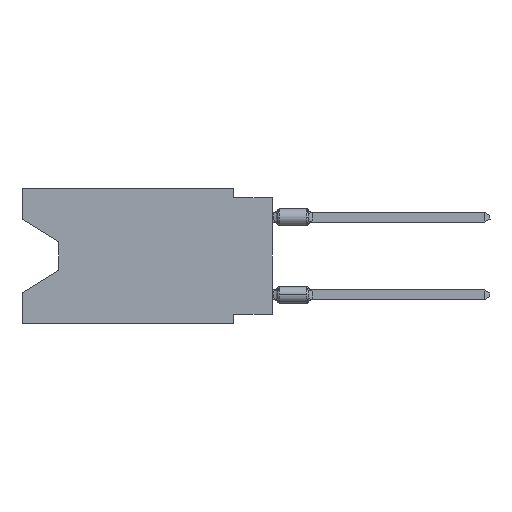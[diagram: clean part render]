
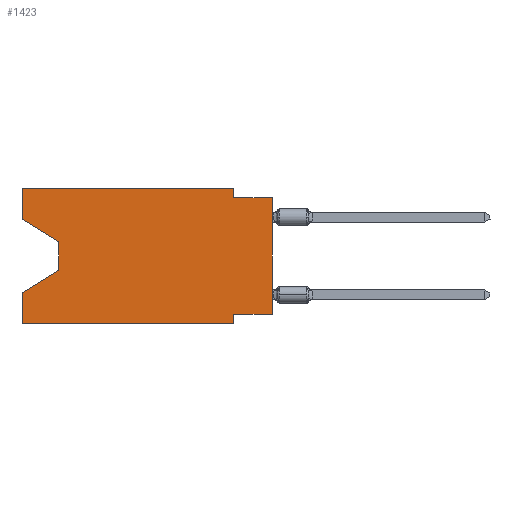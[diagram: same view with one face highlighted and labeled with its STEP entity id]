
A CAD part, left-side view. The second image highlights one B-rep face of the part: STEP entity #1423.
In plain terms, the highlighted planar face has unit normal (-1, 0, 0).
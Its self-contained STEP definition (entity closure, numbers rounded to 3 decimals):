
#274 = DIRECTION ( 'NONE',  ( 0., -1., 0. ) ) ;
#697 = LINE ( 'NONE', #17150, #34559 ) ;
#871 = VERTEX_POINT ( 'NONE', #19902 ) ;
#1423 = ADVANCED_FACE ( 'NONE', ( #30852 ), #7263, .F. ) ;
#1694 = CARTESIAN_POINT ( 'NONE',  ( 0., 2.54, -8.255 ) ) ;
#1846 = LINE ( 'NONE', #34348, #14167 ) ;
#2046 = VECTOR ( 'NONE', #17833, 1000. ) ;
#2146 = DIRECTION ( 'NONE',  ( 0., 0., -1. ) ) ;
#3360 = ORIENTED_EDGE ( 'NONE', *, *, #30512, .T. ) ;
#3427 = VECTOR ( 'NONE', #2146, 1000. ) ;
#4321 = VERTEX_POINT ( 'NONE', #9968 ) ;
#4581 = EDGE_CURVE ( 'NONE', #32490, #17086, #10074, .T. ) ;
#4947 = VECTOR ( 'NONE', #19431, 1000. ) ;
#5058 = DIRECTION ( 'NONE',  ( 0., -0.855, -0.519 ) ) ;
#5485 = CARTESIAN_POINT ( 'NONE',  ( 0., 2.54, 0. ) ) ;
#6172 = CARTESIAN_POINT ( 'NONE',  ( 0., 0., -8.255 ) ) ;
#6501 = EDGE_CURVE ( 'NONE', #12586, #15872, #14336, .T. ) ;
#6995 = ORIENTED_EDGE ( 'NONE', *, *, #19464, .T. ) ;
#7263 = PLANE ( 'NONE',  #30018 ) ;
#7916 = DIRECTION ( 'NONE',  ( 0., 0., 1. ) ) ;
#8982 = DIRECTION ( 'NONE',  ( 0., 1., 0. ) ) ;
#9518 = VERTEX_POINT ( 'NONE', #10908 ) ;
#9968 = CARTESIAN_POINT ( 'NONE',  ( 0., 16.383, -8.89 ) ) ;
#10074 = LINE ( 'NONE', #29382, #4947 ) ;
#10908 = CARTESIAN_POINT ( 'NONE',  ( 0., 2.54, -8.89 ) ) ;
#11087 = DIRECTION ( 'NONE',  ( 0., 0., 1. ) ) ;
#12586 = VERTEX_POINT ( 'NONE', #35105 ) ;
#14167 = VECTOR ( 'NONE', #7916, 1000. ) ;
#14336 = LINE ( 'NONE', #17404, #29534 ) ;
#14517 = VECTOR ( 'NONE', #274, 1000. ) ;
#14749 = VERTEX_POINT ( 'NONE', #39968 ) ;
#14790 = EDGE_LOOP ( 'NONE', ( #27229, #6995, #3360, #35686, #31746, #25982, #29333, #42432, #20103, #24827, #32516, #40234 ) ) ;
#14801 = LINE ( 'NONE', #40855, #34777 ) ;
#15657 = EDGE_CURVE ( 'NONE', #12586, #35014, #22652, .T. ) ;
#15872 = VERTEX_POINT ( 'NONE', #36740 ) ;
#16089 = CARTESIAN_POINT ( 'NONE',  ( 0., 16.383, -8.89 ) ) ;
#16175 = CARTESIAN_POINT ( 'NONE',  ( 0., 13.97, -5.385 ) ) ;
#16845 = EDGE_CURVE ( 'NONE', #4321, #40680, #1846, .T. ) ;
#17086 = VERTEX_POINT ( 'NONE', #30014 ) ;
#17150 = CARTESIAN_POINT ( 'NONE',  ( 0., 16.383, 0. ) ) ;
#17234 = DIRECTION ( 'NONE',  ( 1., 0., 0. ) ) ;
#17404 = CARTESIAN_POINT ( 'NONE',  ( 0., 0., 0. ) ) ;
#17439 = LINE ( 'NONE', #37387, #39356 ) ;
#17833 = DIRECTION ( 'NONE',  ( 0., 0., -1. ) ) ;
#18441 = EDGE_CURVE ( 'NONE', #27629, #871, #17439, .T. ) ;
#18603 = CARTESIAN_POINT ( 'NONE',  ( 0., 13.97, -3.505 ) ) ;
#18947 = EDGE_CURVE ( 'NONE', #35014, #9518, #22360, .T. ) ;
#19431 = DIRECTION ( 'NONE',  ( 0., -1., 0. ) ) ;
#19464 = EDGE_CURVE ( 'NONE', #871, #14749, #35059, .T. ) ;
#19902 = CARTESIAN_POINT ( 'NONE',  ( 0., 13.97, -3.505 ) ) ;
#20103 = ORIENTED_EDGE ( 'NONE', *, *, #42129, .F. ) ;
#20198 = EDGE_CURVE ( 'NONE', #4321, #9518, #29520, .T. ) ;
#21613 = EDGE_CURVE ( 'NONE', #17086, #40001, #28233, .T. ) ;
#22360 = LINE ( 'NONE', #35554, #24151 ) ;
#22652 = LINE ( 'NONE', #6172, #28686 ) ;
#22740 = VECTOR ( 'NONE', #30042, 1000. ) ;
#23452 = CARTESIAN_POINT ( 'NONE',  ( 0., 16.383, -6.852 ) ) ;
#24151 = VECTOR ( 'NONE', #38193, 1000. ) ;
#24827 = ORIENTED_EDGE ( 'NONE', *, *, #21613, .F. ) ;
#25566 = DIRECTION ( 'NONE',  ( 0., -1., 0. ) ) ;
#25982 = ORIENTED_EDGE ( 'NONE', *, *, #18947, .F. ) ;
#26987 = DIRECTION ( 'NONE',  ( 0., 0., -1. ) ) ;
#27229 = ORIENTED_EDGE ( 'NONE', *, *, #18441, .T. ) ;
#27629 = VERTEX_POINT ( 'NONE', #33691 ) ;
#28233 = LINE ( 'NONE', #5485, #2046 ) ;
#28686 = VECTOR ( 'NONE', #8982, 1000. ) ;
#29333 = ORIENTED_EDGE ( 'NONE', *, *, #15657, .F. ) ;
#29382 = CARTESIAN_POINT ( 'NONE',  ( 0., 16.383, 0. ) ) ;
#29520 = LINE ( 'NONE', #16089, #14517 ) ;
#29534 = VECTOR ( 'NONE', #11087, 1000. ) ;
#30014 = CARTESIAN_POINT ( 'NONE',  ( 0., 2.54, 0. ) ) ;
#30018 = AXIS2_PLACEMENT_3D ( 'NONE', #41097, #17234, #26987 ) ;
#30042 = DIRECTION ( 'NONE',  ( 0., 0.855, -0.519 ) ) ;
#30512 = EDGE_CURVE ( 'NONE', #14749, #40680, #36119, .T. ) ;
#30852 = FACE_OUTER_BOUND ( 'NONE', #14790, .T. ) ;
#31746 = ORIENTED_EDGE ( 'NONE', *, *, #20198, .T. ) ;
#32490 = VERTEX_POINT ( 'NONE', #35182 ) ;
#32516 = ORIENTED_EDGE ( 'NONE', *, *, #4581, .F. ) ;
#33691 = CARTESIAN_POINT ( 'NONE',  ( 0., 16.383, -2.038 ) ) ;
#34348 = CARTESIAN_POINT ( 'NONE',  ( 0., 16.383, 0. ) ) ;
#34559 = VECTOR ( 'NONE', #39951, 1000. ) ;
#34777 = VECTOR ( 'NONE', #25566, 1000. ) ;
#35014 = VERTEX_POINT ( 'NONE', #1694 ) ;
#35059 = LINE ( 'NONE', #18603, #3427 ) ;
#35105 = CARTESIAN_POINT ( 'NONE',  ( 0., 0., -8.255 ) ) ;
#35182 = CARTESIAN_POINT ( 'NONE',  ( 0., 16.383, 0. ) ) ;
#35554 = CARTESIAN_POINT ( 'NONE',  ( 0., 2.54, -8.89 ) ) ;
#35686 = ORIENTED_EDGE ( 'NONE', *, *, #16845, .F. ) ;
#36119 = LINE ( 'NONE', #16175, #22740 ) ;
#36740 = CARTESIAN_POINT ( 'NONE',  ( 0., 0., -0.635 ) ) ;
#37387 = CARTESIAN_POINT ( 'NONE',  ( 0., 16.383, -2.038 ) ) ;
#38110 = CARTESIAN_POINT ( 'NONE',  ( 0., 2.54, -0.635 ) ) ;
#38193 = DIRECTION ( 'NONE',  ( 0., 0., -1. ) ) ;
#38209 = EDGE_CURVE ( 'NONE', #27629, #32490, #697, .T. ) ;
#39356 = VECTOR ( 'NONE', #5058, 1000. ) ;
#39951 = DIRECTION ( 'NONE',  ( 0., 0., 1. ) ) ;
#39968 = CARTESIAN_POINT ( 'NONE',  ( 0., 13.97, -5.385 ) ) ;
#40001 = VERTEX_POINT ( 'NONE', #38110 ) ;
#40234 = ORIENTED_EDGE ( 'NONE', *, *, #38209, .F. ) ;
#40680 = VERTEX_POINT ( 'NONE', #23452 ) ;
#40855 = CARTESIAN_POINT ( 'NONE',  ( 0., 0., -0.635 ) ) ;
#41097 = CARTESIAN_POINT ( 'NONE',  ( 0., 16.383, 0. ) ) ;
#42129 = EDGE_CURVE ( 'NONE', #40001, #15872, #14801, .T. ) ;
#42432 = ORIENTED_EDGE ( 'NONE', *, *, #6501, .T. ) ;
